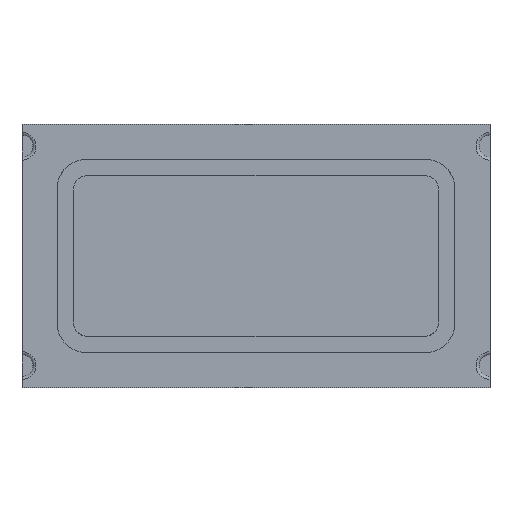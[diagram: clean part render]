
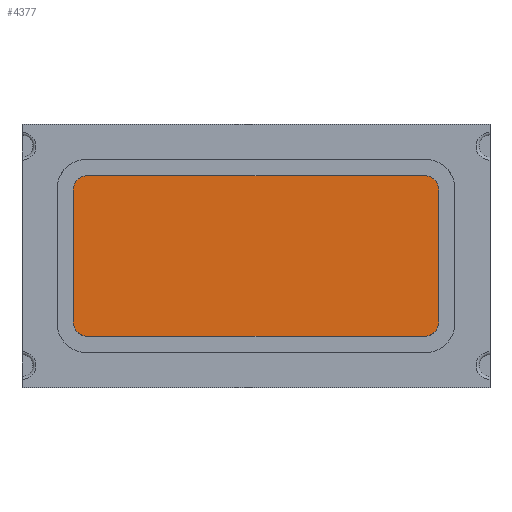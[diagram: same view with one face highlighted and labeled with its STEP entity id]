
A CAD part, top view. The second image highlights one B-rep face of the part: STEP entity #4377.
In plain terms, the highlighted planar face has unit normal (0, 0, 1).
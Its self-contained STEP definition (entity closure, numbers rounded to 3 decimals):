
#619=VECTOR('',#5583,1.);
#623=VECTOR('',#5594,1.);
#627=VECTOR('',#5605,1.);
#631=VECTOR('',#5616,1.);
#1104=LINE('',#6797,#619);
#1108=LINE('',#6809,#623);
#1112=LINE('',#6821,#627);
#1116=LINE('',#6833,#631);
#1276=PLANE('',#4685);
#1678=VERTEX_POINT('',#6789);
#1679=VERTEX_POINT('',#6790);
#1682=VERTEX_POINT('',#6798);
#1684=VERTEX_POINT('',#6804);
#1686=VERTEX_POINT('',#6810);
#1688=VERTEX_POINT('',#6816);
#1690=VERTEX_POINT('',#6822);
#1692=VERTEX_POINT('',#6828);
#1790=CIRCLE('',#4670,0.5);
#1792=CIRCLE('',#4674,0.5);
#1794=CIRCLE('',#4678,0.5);
#1796=CIRCLE('',#4682,0.5);
#2396=EDGE_CURVE('',#1678,#1679,#1790,.T.);
#2400=EDGE_CURVE('',#1679,#1682,#1104,.T.);
#2403=EDGE_CURVE('',#1682,#1684,#1792,.T.);
#2406=EDGE_CURVE('',#1684,#1686,#1108,.T.);
#2409=EDGE_CURVE('',#1686,#1688,#1794,.T.);
#2412=EDGE_CURVE('',#1688,#1690,#1112,.T.);
#2415=EDGE_CURVE('',#1690,#1692,#1796,.T.);
#2418=EDGE_CURVE('',#1692,#1678,#1116,.T.);
#3648=ORIENTED_EDGE('',*,*,#2396,.F.);
#3649=ORIENTED_EDGE('',*,*,#2418,.F.);
#3650=ORIENTED_EDGE('',*,*,#2415,.F.);
#3651=ORIENTED_EDGE('',*,*,#2412,.F.);
#3652=ORIENTED_EDGE('',*,*,#2409,.F.);
#3653=ORIENTED_EDGE('',*,*,#2406,.F.);
#3654=ORIENTED_EDGE('',*,*,#2403,.F.);
#3655=ORIENTED_EDGE('',*,*,#2400,.F.);
#3923=EDGE_LOOP('',(#3648,#3649,#3650,#3651,#3652,#3653,#3654,#3655));
#4153=FACE_BOUND('',#3923,.T.);
#4377=ADVANCED_FACE('',(#4153),#1276,.T.);
#4670=AXIS2_PLACEMENT_3D('',#6788,#5576,#5577);
#4674=AXIS2_PLACEMENT_3D('',#6803,#5588,#5589);
#4678=AXIS2_PLACEMENT_3D('',#6815,#5599,#5600);
#4682=AXIS2_PLACEMENT_3D('',#6827,#5610,#5611);
#4685=AXIS2_PLACEMENT_3D('',#6835,#5618,$);
#5576=DIRECTION('',(0.,0.,-1.));
#5577=DIRECTION('',(0.5,0.,0.));
#5583=DIRECTION('',(0.,1.,0.));
#5588=DIRECTION('',(0.,0.,-1.));
#5589=DIRECTION('',(0.5,0.,0.));
#5594=DIRECTION('',(1.,0.,0.));
#5599=DIRECTION('',(0.,0.,-1.));
#5600=DIRECTION('',(0.5,0.,0.));
#5605=DIRECTION('',(0.,-1.,0.));
#5610=DIRECTION('',(0.,0.,-1.));
#5611=DIRECTION('',(0.5,0.,0.));
#5616=DIRECTION('',(-1.,0.,0.));
#5618=DIRECTION('',(0.,0.,1.));
#6788=CARTESIAN_POINT('',(2.25,2.25,2.25));
#6789=CARTESIAN_POINT('',(2.25,1.75,2.25));
#6790=CARTESIAN_POINT('',(1.75,2.25,2.25));
#6797=CARTESIAN_POINT('',(1.75,2.25,2.25));
#6798=CARTESIAN_POINT('',(1.75,6.75,2.25));
#6803=CARTESIAN_POINT('',(2.25,6.75,2.25));
#6804=CARTESIAN_POINT('',(2.25,7.25,2.25));
#6809=CARTESIAN_POINT('',(2.25,7.25,2.25));
#6810=CARTESIAN_POINT('',(13.75,7.25,2.25));
#6815=CARTESIAN_POINT('',(13.75,6.75,2.25));
#6816=CARTESIAN_POINT('',(14.25,6.75,2.25));
#6821=CARTESIAN_POINT('',(14.25,6.75,2.25));
#6822=CARTESIAN_POINT('',(14.25,2.25,2.25));
#6827=CARTESIAN_POINT('',(13.75,2.25,2.25));
#6828=CARTESIAN_POINT('',(13.75,1.75,2.25));
#6833=CARTESIAN_POINT('',(13.75,1.75,2.25));
#6835=CARTESIAN_POINT('',(8.,4.5,2.25));
